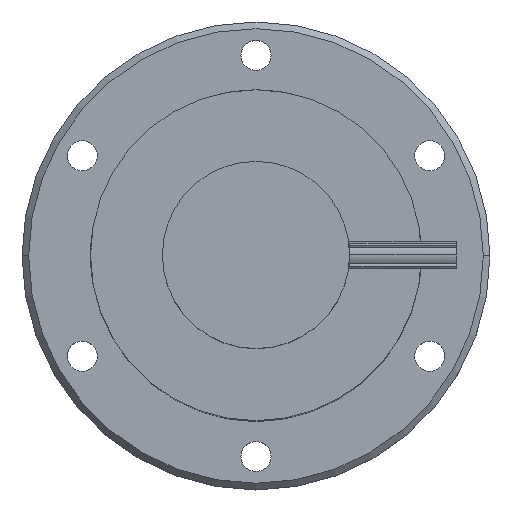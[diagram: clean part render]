
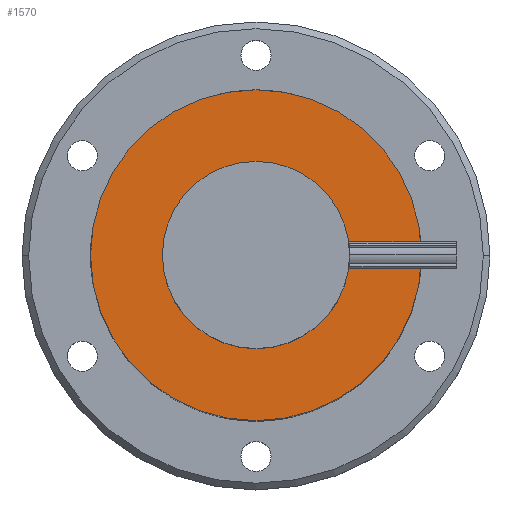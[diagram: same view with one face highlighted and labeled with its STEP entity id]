
A CAD part, top view. The second image highlights one B-rep face of the part: STEP entity #1570.
In plain terms, the highlighted planar face has unit normal (0, 0, 1).
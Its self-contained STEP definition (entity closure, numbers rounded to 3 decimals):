
#28 = DIRECTION ( 'NONE',  ( 0., 0., 1. ) ) ;
#52 = VERTEX_POINT ( 'NONE', #1282 ) ;
#87 = AXIS2_PLACEMENT_3D ( 'NONE', #2774, #1002, #3078 ) ;
#98 = CARTESIAN_POINT ( 'NONE',  ( 0., 0., 126.5 ) ) ;
#219 = FACE_BOUND ( 'NONE', #1956, .T. ) ;
#235 = EDGE_CURVE ( 'NONE', #3082, #52, #1559, .T. ) ;
#299 = CARTESIAN_POINT ( 'NONE',  ( 0., 0., 126.5 ) ) ;
#340 = VERTEX_POINT ( 'NONE', #1418 ) ;
#372 = EDGE_CURVE ( 'NONE', #52, #3082, #1017, .T. ) ;
#400 = DIRECTION ( 'NONE',  ( 1., 0., 0. ) ) ;
#460 = AXIS2_PLACEMENT_3D ( 'NONE', #1792, #28, #2100 ) ;
#541 = DIRECTION ( 'NONE',  ( 0., 0., 1. ) ) ;
#604 = DIRECTION ( 'NONE',  ( 1., 0., 0. ) ) ;
#801 = CARTESIAN_POINT ( 'NONE',  ( 49.5, 0., 126.5 ) ) ;
#1002 = DIRECTION ( 'NONE',  ( 0., 0., 1. ) ) ;
#1017 = CIRCLE ( 'NONE', #3038, 49.5 ) ;
#1074 = CIRCLE ( 'NONE', #3347, 28. ) ;
#1117 = CARTESIAN_POINT ( 'NONE',  ( 0., 0., 126.5 ) ) ;
#1282 = CARTESIAN_POINT ( 'NONE',  ( -49.5, 0., 126.5 ) ) ;
#1418 = CARTESIAN_POINT ( 'NONE',  ( -28., 0., 126.5 ) ) ;
#1444 = ORIENTED_EDGE ( 'NONE', *, *, #3738, .F. ) ;
#1559 = CIRCLE ( 'NONE', #460, 49.5 ) ;
#1570 = ADVANCED_FACE ( 'NONE', ( #1683, #219 ), #3501, .T. ) ;
#1683 = FACE_OUTER_BOUND ( 'NONE', #2086, .T. ) ;
#1766 = CIRCLE ( 'NONE', #87, 28. ) ;
#1792 = CARTESIAN_POINT ( 'NONE',  ( 0., 0., 126.5 ) ) ;
#1812 = AXIS2_PLACEMENT_3D ( 'NONE', #1117, #541, #2614 ) ;
#1894 = VERTEX_POINT ( 'NONE', #3763 ) ;
#1956 = EDGE_LOOP ( 'NONE', ( #2026, #1444 ) ) ;
#2026 = ORIENTED_EDGE ( 'NONE', *, *, #3797, .F. ) ;
#2086 = EDGE_LOOP ( 'NONE', ( #3756, #3287 ) ) ;
#2100 = DIRECTION ( 'NONE',  ( 1., 0., 0. ) ) ;
#2172 = DIRECTION ( 'NONE',  ( 0., 0., 1. ) ) ;
#2376 = DIRECTION ( 'NONE',  ( 0., 0., 1. ) ) ;
#2614 = DIRECTION ( 'NONE',  ( 1., 0., 0. ) ) ;
#2774 = CARTESIAN_POINT ( 'NONE',  ( 0., 0., 126.5 ) ) ;
#3038 = AXIS2_PLACEMENT_3D ( 'NONE', #299, #2376, #604 ) ;
#3078 = DIRECTION ( 'NONE',  ( 1., 0., 0. ) ) ;
#3082 = VERTEX_POINT ( 'NONE', #801 ) ;
#3287 = ORIENTED_EDGE ( 'NONE', *, *, #235, .T. ) ;
#3347 = AXIS2_PLACEMENT_3D ( 'NONE', #98, #2172, #400 ) ;
#3501 = PLANE ( 'NONE',  #1812 ) ;
#3738 = EDGE_CURVE ( 'NONE', #1894, #340, #1074, .T. ) ;
#3756 = ORIENTED_EDGE ( 'NONE', *, *, #372, .T. ) ;
#3763 = CARTESIAN_POINT ( 'NONE',  ( 28., 0., 126.5 ) ) ;
#3797 = EDGE_CURVE ( 'NONE', #340, #1894, #1766, .T. ) ;
